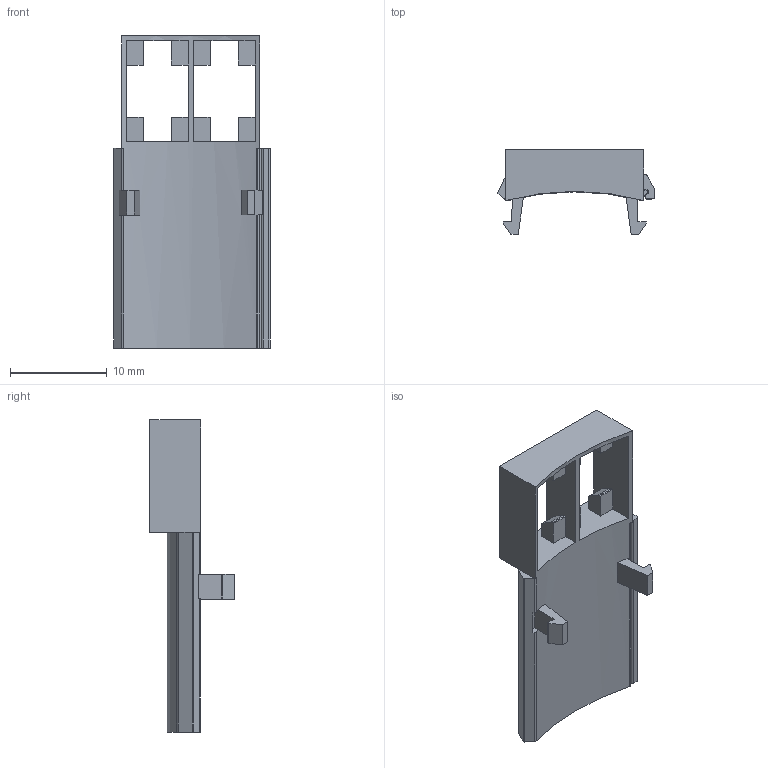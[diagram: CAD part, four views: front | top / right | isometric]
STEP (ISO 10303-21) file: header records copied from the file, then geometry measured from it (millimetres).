
FILE_DESCRIPTION(/* description */ ('STEP AP214'),/* implementation_level */ '2;1');
FILE_NAME(/* name */ '8106532_ASCF-T-S6-Z',/* time_stamp */ '2024-08-05T14:40:41+02:00',/* author */ ('License CC BY-ND 4.0'),/* organization */ ('CADENAS'),/* preprocessor_version */ 'ST-DEVELOPER v19.3',/* originating_system */ 'PARTsolutions',/* authorisation */ ' ');
FILE_SCHEMA (('AUTOMOTIVE_DESIGN {1 0 10303 214 3 1 1}'));
Length unit declared in the file: millimetre
Products named in the file (1): 8106532 ASCF-T-S6-Z
Bounding box: 16.19 x 8.7 x 32.2 mm (x, y, z)
Volume: 1029.9 mm3; surface area: 1603.7 mm2
Topology: 1 solids, 1 shells, 131 faces, 379 edges, 250 vertices
Faces by surface type: plane 100, cylinder 31
Entity records: 4331 total; most frequent: CARTESIAN_POINT 761, ORIENTED_EDGE 758, DIRECTION 727, EDGE_CURVE 379, LINE 295, VECTOR 295, VERTEX_POINT 250, AXIS2_PLACEMENT_3D 216
